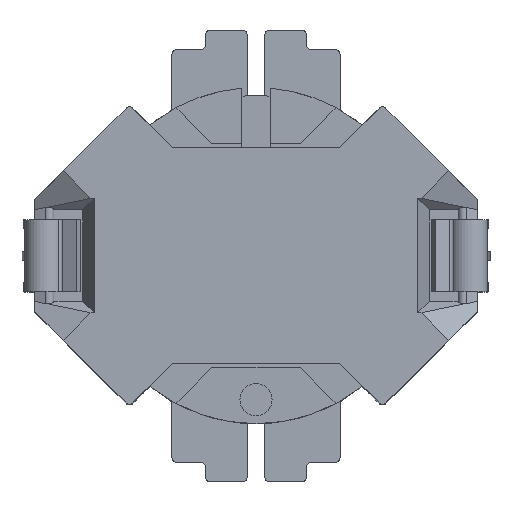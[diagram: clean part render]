
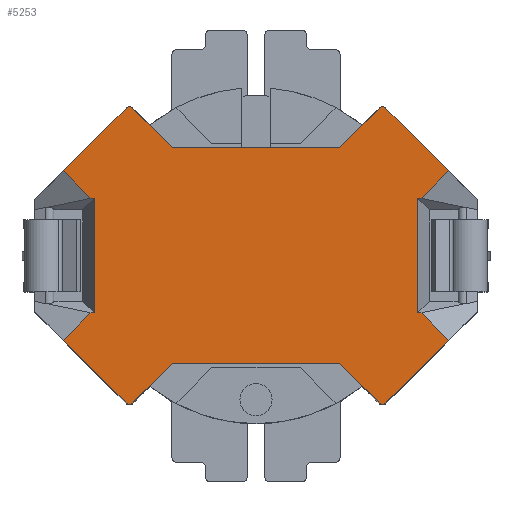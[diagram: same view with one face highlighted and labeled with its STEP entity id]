
A CAD part, top view. The second image highlights one B-rep face of the part: STEP entity #5253.
In plain terms, the highlighted planar face has unit normal (0, 0, 1).
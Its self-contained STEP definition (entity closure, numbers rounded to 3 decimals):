
#41=PLANE('',#6468);
#252=LINE('',#8730,#781);
#253=LINE('',#8732,#782);
#254=LINE('',#8735,#783);
#255=LINE('',#8737,#784);
#256=LINE('',#8738,#785);
#257=LINE('',#8740,#786);
#258=LINE('',#8742,#787);
#259=LINE('',#8743,#788);
#260=LINE('',#8745,#789);
#261=LINE('',#8747,#790);
#262=LINE('',#8749,#791);
#263=LINE('',#8751,#792);
#264=LINE('',#8753,#793);
#265=LINE('',#8755,#794);
#266=LINE('',#8756,#795);
#267=LINE('',#8758,#796);
#268=LINE('',#8760,#797);
#269=LINE('',#8764,#798);
#270=LINE('',#8766,#799);
#271=LINE('',#8768,#800);
#781=VECTOR('',#7068,1000.);
#782=VECTOR('',#7071,1000.);
#783=VECTOR('',#7072,1000.);
#784=VECTOR('',#7073,1000.);
#785=VECTOR('',#7074,1000.);
#786=VECTOR('',#7075,1000.);
#787=VECTOR('',#7076,1000.);
#788=VECTOR('',#7077,1000.);
#789=VECTOR('',#7078,1000.);
#790=VECTOR('',#7079,1000.);
#791=VECTOR('',#7080,1000.);
#792=VECTOR('',#7081,1000.);
#793=VECTOR('',#7082,1000.);
#794=VECTOR('',#7083,1000.);
#795=VECTOR('',#7084,1000.);
#796=VECTOR('',#7085,1000.);
#797=VECTOR('',#7086,1000.);
#798=VECTOR('',#7089,1000.);
#799=VECTOR('',#7090,1000.);
#800=VECTOR('',#7091,1000.);
#1328=ORIENTED_EDGE('',*,*,#2923,.T.);
#1329=ORIENTED_EDGE('',*,*,#2924,.T.);
#1330=ORIENTED_EDGE('',*,*,#2925,.T.);
#1331=ORIENTED_EDGE('',*,*,#2922,.F.);
#1332=ORIENTED_EDGE('',*,*,#2901,.F.);
#1333=ORIENTED_EDGE('',*,*,#2926,.T.);
#1334=ORIENTED_EDGE('',*,*,#2927,.T.);
#1335=ORIENTED_EDGE('',*,*,#2928,.T.);
#1336=ORIENTED_EDGE('',*,*,#2909,.F.);
#1337=ORIENTED_EDGE('',*,*,#2929,.F.);
#1338=ORIENTED_EDGE('',*,*,#2930,.F.);
#1339=ORIENTED_EDGE('',*,*,#2931,.T.);
#1340=ORIENTED_EDGE('',*,*,#2932,.T.);
#1341=ORIENTED_EDGE('',*,*,#2933,.T.);
#1342=ORIENTED_EDGE('',*,*,#2934,.T.);
#1343=ORIENTED_EDGE('',*,*,#2935,.F.);
#1344=ORIENTED_EDGE('',*,*,#2913,.F.);
#1345=ORIENTED_EDGE('',*,*,#2936,.F.);
#1346=ORIENTED_EDGE('',*,*,#2937,.F.);
#1347=ORIENTED_EDGE('',*,*,#2938,.F.);
#1348=ORIENTED_EDGE('',*,*,#2939,.F.);
#1349=ORIENTED_EDGE('',*,*,#2940,.F.);
#1350=ORIENTED_EDGE('',*,*,#2941,.F.);
#1351=ORIENTED_EDGE('',*,*,#2942,.T.);
#2901=EDGE_CURVE('',#3699,#3700,#4227,.T.);
#2909=EDGE_CURVE('',#3707,#3708,#4231,.T.);
#2913=EDGE_CURVE('',#3711,#3712,#4233,.T.);
#2922=EDGE_CURVE('',#3700,#3717,#252,.T.);
#2923=EDGE_CURVE('',#3720,#3721,#253,.T.);
#2924=EDGE_CURVE('',#3721,#3722,#254,.T.);
#2925=EDGE_CURVE('',#3722,#3717,#255,.T.);
#2926=EDGE_CURVE('',#3699,#3723,#256,.T.);
#2927=EDGE_CURVE('',#3723,#3724,#257,.T.);
#2928=EDGE_CURVE('',#3724,#3708,#258,.T.);
#2929=EDGE_CURVE('',#3725,#3707,#259,.T.);
#2930=EDGE_CURVE('',#3726,#3725,#260,.T.);
#2931=EDGE_CURVE('',#3726,#3727,#261,.T.);
#2932=EDGE_CURVE('',#3727,#3728,#262,.T.);
#2933=EDGE_CURVE('',#3728,#3729,#263,.T.);
#2934=EDGE_CURVE('',#3729,#3730,#264,.T.);
#2935=EDGE_CURVE('',#3712,#3730,#265,.T.);
#2936=EDGE_CURVE('',#3731,#3711,#266,.T.);
#2937=EDGE_CURVE('',#3732,#3731,#267,.T.);
#2938=EDGE_CURVE('',#3733,#3732,#268,.T.);
#2939=EDGE_CURVE('',#3734,#3733,#4236,.T.);
#2940=EDGE_CURVE('',#3735,#3734,#269,.T.);
#2941=EDGE_CURVE('',#3736,#3735,#270,.T.);
#2942=EDGE_CURVE('',#3736,#3720,#271,.T.);
#3699=VERTEX_POINT('',#8683);
#3700=VERTEX_POINT('',#8685);
#3707=VERTEX_POINT('',#8701);
#3708=VERTEX_POINT('',#8703);
#3711=VERTEX_POINT('',#8710);
#3712=VERTEX_POINT('',#8712);
#3717=VERTEX_POINT('',#8725);
#3720=VERTEX_POINT('',#8733);
#3721=VERTEX_POINT('',#8734);
#3722=VERTEX_POINT('',#8736);
#3723=VERTEX_POINT('',#8739);
#3724=VERTEX_POINT('',#8741);
#3725=VERTEX_POINT('',#8744);
#3726=VERTEX_POINT('',#8746);
#3727=VERTEX_POINT('',#8748);
#3728=VERTEX_POINT('',#8750);
#3729=VERTEX_POINT('',#8752);
#3730=VERTEX_POINT('',#8754);
#3731=VERTEX_POINT('',#8757);
#3732=VERTEX_POINT('',#8759);
#3733=VERTEX_POINT('',#8761);
#3734=VERTEX_POINT('',#8763);
#3735=VERTEX_POINT('',#8765);
#3736=VERTEX_POINT('',#8767);
#4227=CIRCLE('',#6454,0.3);
#4231=CIRCLE('',#6460,0.3);
#4233=CIRCLE('',#6463,0.3);
#4236=CIRCLE('',#6469,0.3);
#4470=EDGE_LOOP('',(#1328,#1329,#1330,#1331,#1332,#1333,#1334,#1335,#1336,
#1337,#1338,#1339,#1340,#1341,#1342,#1343,#1344,#1345,#1346,#1347,#1348,
#1349,#1350,#1351));
#4801=FACE_BOUND('',#4470,.T.);
#5253=ADVANCED_FACE('',(#4801),#41,.F.);
#6454=AXIS2_PLACEMENT_3D('',#8684,#7028,#7029);
#6460=AXIS2_PLACEMENT_3D('',#8702,#7044,#7045);
#6463=AXIS2_PLACEMENT_3D('',#8711,#7052,#7053);
#6468=AXIS2_PLACEMENT_3D('',#8731,#7069,#7070);
#6469=AXIS2_PLACEMENT_3D('',#8762,#7087,#7088);
#7028=DIRECTION('',(0.,0.,-1.));
#7029=DIRECTION('',(-1.,0.,0.));
#7044=DIRECTION('',(0.,0.,-1.));
#7045=DIRECTION('',(-1.,0.,0.));
#7052=DIRECTION('',(0.,0.,-1.));
#7053=DIRECTION('',(-1.,0.,0.));
#7068=DIRECTION('',(0.707,-0.707,0.));
#7069=DIRECTION('',(0.,0.,-1.));
#7070=DIRECTION('',(-1.,0.,0.));
#7071=DIRECTION('',(0.,1.,0.));
#7072=DIRECTION('',(1.,0.,0.));
#7073=DIRECTION('',(0.707,0.707,0.));
#7074=DIRECTION('',(-0.707,-0.707,0.));
#7075=DIRECTION('',(-1.,0.,0.));
#7076=DIRECTION('',(-0.707,0.707,0.));
#7077=DIRECTION('',(0.707,0.707,0.));
#7078=DIRECTION('',(-0.707,0.707,0.));
#7079=DIRECTION('',(1.,0.,0.));
#7080=DIRECTION('',(0.,-1.,0.));
#7081=DIRECTION('',(-1.,0.,0.));
#7082=DIRECTION('',(-0.707,-0.707,0.));
#7083=DIRECTION('',(-0.707,0.707,0.));
#7084=DIRECTION('',(-0.707,-0.707,0.));
#7085=DIRECTION('',(-1.,0.,0.));
#7086=DIRECTION('',(-0.707,0.707,0.));
#7087=DIRECTION('',(0.,0.,-1.));
#7088=DIRECTION('',(-1.,0.,0.));
#7089=DIRECTION('',(-0.707,-0.707,0.));
#7090=DIRECTION('',(0.707,-0.707,0.));
#7091=DIRECTION('',(-1.,0.,0.));
#8683=CARTESIAN_POINT('',(7.69,9.21,18.6));
#8684=CARTESIAN_POINT('',(7.902,8.997,18.6));
#8685=CARTESIAN_POINT('',(8.115,9.21,18.6));
#8701=CARTESIAN_POINT('',(-8.115,9.21,18.6));
#8702=CARTESIAN_POINT('',(-7.902,8.997,18.6));
#8703=CARTESIAN_POINT('',(-7.69,9.21,18.6));
#8710=CARTESIAN_POINT('',(-7.69,-9.21,18.6));
#8711=CARTESIAN_POINT('',(-7.902,-8.997,18.6));
#8712=CARTESIAN_POINT('',(-8.115,-9.21,18.6));
#8725=CARTESIAN_POINT('',(12.028,5.296,18.6));
#8730=CARTESIAN_POINT('',(0.,17.324,18.6));
#8731=CARTESIAN_POINT('',(17.324,0.,18.6));
#8732=CARTESIAN_POINT('',(10.102,0.,18.6));
#8733=CARTESIAN_POINT('',(10.102,-3.573,18.6));
#8734=CARTESIAN_POINT('',(10.102,3.573,18.6));
#8735=CARTESIAN_POINT('',(17.324,3.573,18.6));
#8736=CARTESIAN_POINT('',(10.304,3.573,18.6));
#8737=CARTESIAN_POINT('',(-12.617,-19.349,18.6));
#8738=CARTESIAN_POINT('',(7.902,9.422,18.6));
#8739=CARTESIAN_POINT('',(5.231,6.75,18.6));
#8740=CARTESIAN_POINT('',(5.231,6.75,18.6));
#8741=CARTESIAN_POINT('',(-5.231,6.75,18.6));
#8742=CARTESIAN_POINT('',(-5.231,6.75,18.6));
#8743=CARTESIAN_POINT('',(-13.824,3.5,18.6));
#8744=CARTESIAN_POINT('',(-12.028,5.296,18.6));
#8745=CARTESIAN_POINT('',(12.617,-19.349,18.6));
#8746=CARTESIAN_POINT('',(-10.304,3.573,18.6));
#8747=CARTESIAN_POINT('',(17.324,3.573,18.6));
#8748=CARTESIAN_POINT('',(-10.102,3.573,18.6));
#8749=CARTESIAN_POINT('',(-10.102,0.,18.6));
#8750=CARTESIAN_POINT('',(-10.102,-3.573,18.6));
#8751=CARTESIAN_POINT('',(17.324,-3.573,18.6));
#8752=CARTESIAN_POINT('',(-10.304,-3.573,18.6));
#8753=CARTESIAN_POINT('',(12.617,19.349,18.6));
#8754=CARTESIAN_POINT('',(-12.028,-5.296,18.6));
#8755=CARTESIAN_POINT('',(0.,-17.324,18.6));
#8756=CARTESIAN_POINT('',(-5.231,-6.75,18.6));
#8757=CARTESIAN_POINT('',(-5.231,-6.75,18.6));
#8758=CARTESIAN_POINT('',(5.231,-6.75,18.6));
#8759=CARTESIAN_POINT('',(5.231,-6.75,18.6));
#8760=CARTESIAN_POINT('',(7.902,-9.422,18.6));
#8761=CARTESIAN_POINT('',(7.69,-9.21,18.6));
#8762=CARTESIAN_POINT('',(7.902,-8.997,18.6));
#8763=CARTESIAN_POINT('',(8.115,-9.21,18.6));
#8764=CARTESIAN_POINT('',(13.824,-3.5,18.6));
#8765=CARTESIAN_POINT('',(12.028,-5.296,18.6));
#8766=CARTESIAN_POINT('',(-12.617,19.349,18.6));
#8767=CARTESIAN_POINT('',(10.304,-3.573,18.6));
#8768=CARTESIAN_POINT('',(17.324,-3.573,18.6));
